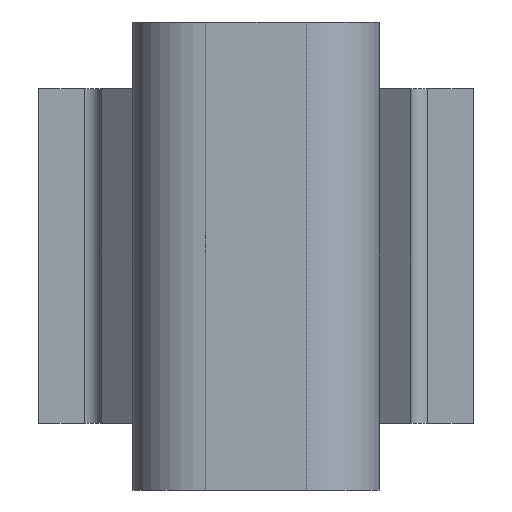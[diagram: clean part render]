
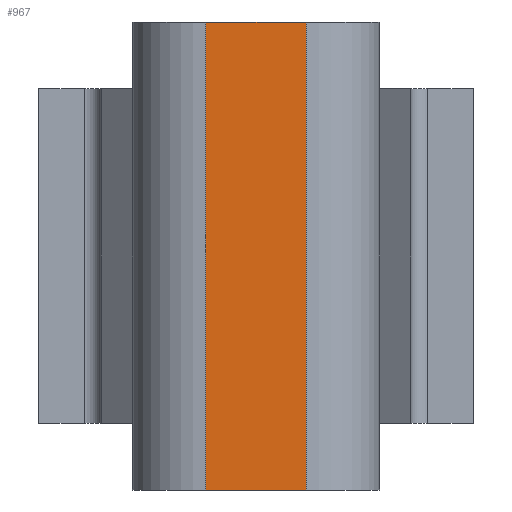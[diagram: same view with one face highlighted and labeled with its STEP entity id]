
A CAD part, left-side view. The second image highlights one B-rep face of the part: STEP entity #967.
In plain terms, the highlighted planar face has unit normal (-1, 0, 0).
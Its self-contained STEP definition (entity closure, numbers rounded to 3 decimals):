
#95 = CARTESIAN_POINT ( 'NONE',  ( -24.25, 0., 5. ) ) ;
#162 = AXIS2_PLACEMENT_3D ( 'NONE', #95, #1176, #945 ) ;
#180 = ORIENTED_EDGE ( 'NONE', *, *, #560, .F. ) ;
#211 = CARTESIAN_POINT ( 'NONE',  ( -24.25, -1.5, 7. ) ) ;
#266 = LINE ( 'NONE', #211, #500 ) ;
#436 = ORIENTED_EDGE ( 'NONE', *, *, #1073, .T. ) ;
#465 = DIRECTION ( 'NONE',  ( 0., -1., 0. ) ) ;
#496 = VERTEX_POINT ( 'NONE', #501 ) ;
#500 = VECTOR ( 'NONE', #465, 1000. ) ;
#501 = CARTESIAN_POINT ( 'NONE',  ( -24.25, -1.5, -7. ) ) ;
#502 = EDGE_LOOP ( 'NONE', ( #1384, #436, #180, #1579 ) ) ;
#538 = CARTESIAN_POINT ( 'NONE',  ( -24.25, 1.5, 7. ) ) ;
#560 = EDGE_CURVE ( 'NONE', #1085, #496, #786, .T. ) ;
#572 = PLANE ( 'NONE',  #162 ) ;
#670 = DIRECTION ( 'NONE',  ( 0., 0., -1. ) ) ;
#686 = FACE_OUTER_BOUND ( 'NONE', #502, .T. ) ;
#786 = LINE ( 'NONE', #1038, #1460 ) ;
#826 = DIRECTION ( 'NONE',  ( 0., 0., -1. ) ) ;
#945 = DIRECTION ( 'NONE',  ( 0., 0., 1. ) ) ;
#954 = VECTOR ( 'NONE', #826, 1000. ) ;
#967 = ADVANCED_FACE ( 'NONE', ( #686 ), #572, .F. ) ;
#1007 = CARTESIAN_POINT ( 'NONE',  ( -24.25, 1.5, -7. ) ) ;
#1038 = CARTESIAN_POINT ( 'NONE',  ( -24.25, -1.5, 5. ) ) ;
#1073 = EDGE_CURVE ( 'NONE', #1110, #496, #1550, .T. ) ;
#1085 = VERTEX_POINT ( 'NONE', #1324 ) ;
#1110 = VERTEX_POINT ( 'NONE', #1007 ) ;
#1156 = VERTEX_POINT ( 'NONE', #538 ) ;
#1176 = DIRECTION ( 'NONE',  ( 1., 0., 0. ) ) ;
#1189 = CARTESIAN_POINT ( 'NONE',  ( -24.25, 1.5, 5. ) ) ;
#1198 = CARTESIAN_POINT ( 'NONE',  ( -24.25, -1.5, -7. ) ) ;
#1324 = CARTESIAN_POINT ( 'NONE',  ( -24.25, -1.5, 7. ) ) ;
#1337 = EDGE_CURVE ( 'NONE', #1156, #1110, #1480, .T. ) ;
#1384 = ORIENTED_EDGE ( 'NONE', *, *, #1337, .T. ) ;
#1428 = DIRECTION ( 'NONE',  ( 0., -1., 0. ) ) ;
#1460 = VECTOR ( 'NONE', #670, 1000. ) ;
#1466 = VECTOR ( 'NONE', #1428, 1000. ) ;
#1480 = LINE ( 'NONE', #1189, #954 ) ;
#1550 = LINE ( 'NONE', #1198, #1466 ) ;
#1579 = ORIENTED_EDGE ( 'NONE', *, *, #1582, .F. ) ;
#1582 = EDGE_CURVE ( 'NONE', #1156, #1085, #266, .T. ) ;
